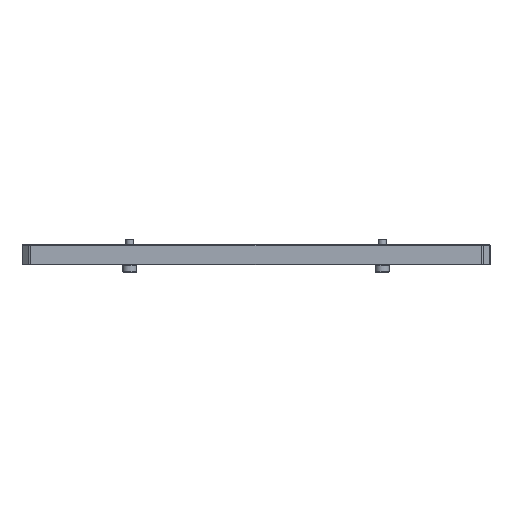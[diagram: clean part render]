
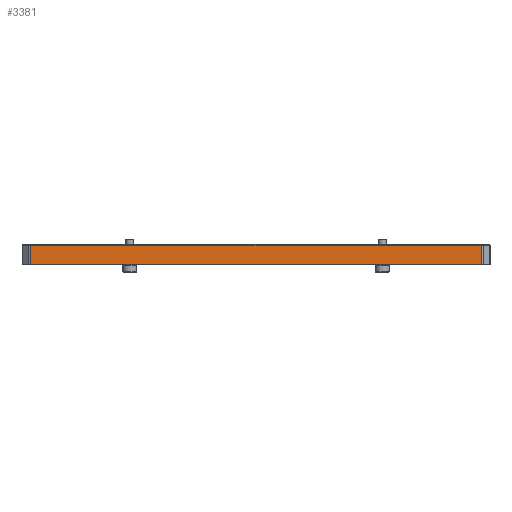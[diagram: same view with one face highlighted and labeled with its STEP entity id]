
A CAD part, front view. The second image highlights one B-rep face of the part: STEP entity #3381.
In plain terms, the highlighted planar face has unit normal (0, -1, 0).
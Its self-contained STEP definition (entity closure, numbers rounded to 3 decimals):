
#142=PLANE('',#3677);
#315=FACE_OUTER_BOUND('',#531,.T.);
#531=EDGE_LOOP('',(#2932,#2933,#2934,#2935));
#1024=LINE('',#9771,#1268);
#1037=LINE('',#9808,#1281);
#1038=LINE('',#9812,#1282);
#1039=LINE('',#9813,#1283);
#1268=VECTOR('',#4346,10.);
#1281=VECTOR('',#4389,1000.);
#1282=VECTOR('',#4394,10.);
#1283=VECTOR('',#4395,10.);
#1588=VERTEX_POINT('',#9765);
#1589=VERTEX_POINT('',#9769);
#1598=VERTEX_POINT('',#9807);
#1599=VERTEX_POINT('',#9811);
#2032=EDGE_CURVE('',#1588,#1589,#1024,.T.);
#2050=EDGE_CURVE('',#1598,#1589,#1037,.T.);
#2052=EDGE_CURVE('',#1599,#1588,#1038,.T.);
#2053=EDGE_CURVE('',#1598,#1599,#1039,.T.);
#2932=ORIENTED_EDGE('',*,*,#2032,.F.);
#2933=ORIENTED_EDGE('',*,*,#2052,.F.);
#2934=ORIENTED_EDGE('',*,*,#2053,.F.);
#2935=ORIENTED_EDGE('',*,*,#2050,.T.);
#3381=ADVANCED_FACE('',(#315),#142,.F.);
#3677=AXIS2_PLACEMENT_3D('',#9810,#4392,#4393);
#4346=DIRECTION('',(-1.,0.,0.));
#4389=DIRECTION('',(0.,0.,-1.));
#4392=DIRECTION('center_axis',(0.,1.,0.));
#4393=DIRECTION('ref_axis',(-1.,0.,0.));
#4394=DIRECTION('',(0.,0.,-1.));
#4395=DIRECTION('',(1.,0.,0.));
#9765=CARTESIAN_POINT('',(89.586,-124.5,-102.8));
#9769=CARTESIAN_POINT('',(-89.586,-124.5,-102.8));
#9771=CARTESIAN_POINT('',(0.,-124.5,-102.8));
#9807=CARTESIAN_POINT('',(-89.586,-124.5,-95.2));
#9808=CARTESIAN_POINT('',(-89.586,-124.5,-97.));
#9810=CARTESIAN_POINT('Origin',(0.,-124.5,-97.));
#9811=CARTESIAN_POINT('',(89.586,-124.5,-95.2));
#9812=CARTESIAN_POINT('',(89.586,-124.5,-97.));
#9813=CARTESIAN_POINT('',(0.,-124.5,-95.2));
